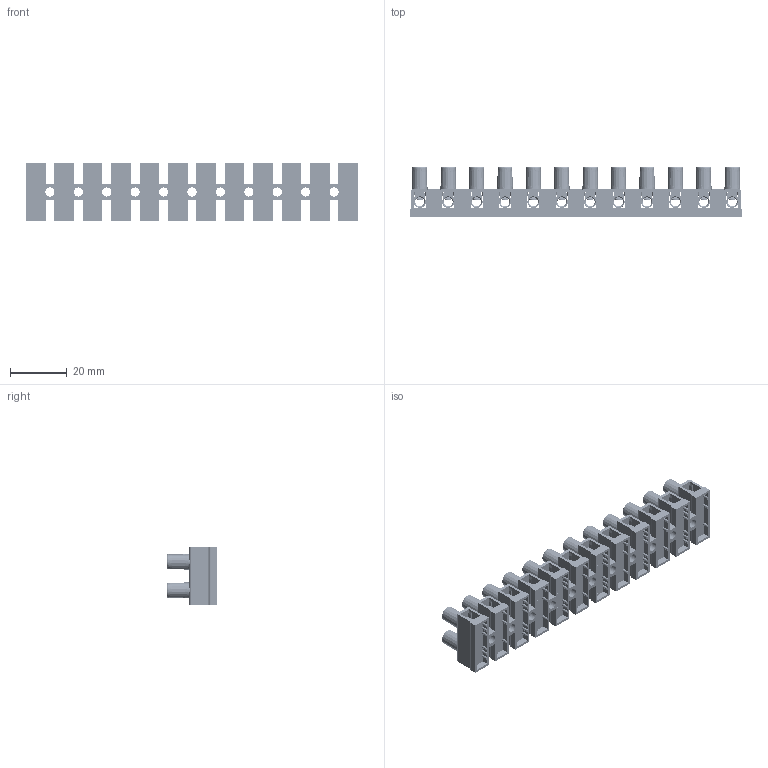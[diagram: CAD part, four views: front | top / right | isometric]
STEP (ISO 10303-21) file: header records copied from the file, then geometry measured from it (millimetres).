
FILE_DESCRIPTION (( 'STEP AP203' ), '1' );
FILE_NAME ('N9201CS.STEP', '2023-12-04T08:01:55', ( '' ), ( '' ), 'SwSTEP 2.0', 'SolidWorks 2022', '' );
FILE_SCHEMA (( 'CONFIG_CONTROL_DESIGN' ));
Length unit declared in the file: millimetre
Products named in the file (6): SABUSCS9201; N9201CS; SN9201; SABUS9201-N9201; SAVMIC36; CS9201
Assembly tree (39 placements, depth 3):
  N9201CS
    SN9201
    SAVMIC36  x24
    SABUSCS9201  x12
      SABUS9201-N9201
      CS9201
Bounding box: 116.6 x 17.45 x 20.34 mm (x, y, z)
Volume: 12471.8 mm3; surface area: 29770.4 mm2
Topology: 49 solids, 49 shells, 2709 faces, 7413 edges, 4838 vertices
Faces by surface type: cylinder 1310, plane 989, cone 192, torus 146, bspline 72
Entity records: 52097 total; most frequent: CARTESIAN_POINT 12659, ORIENTED_EDGE 8064, DIRECTION 8020, EDGE_CURVE 4032, AXIS2_PLACEMENT_3D 2857, VERTEX_POINT 2614, VECTOR 2306, LINE 2306
